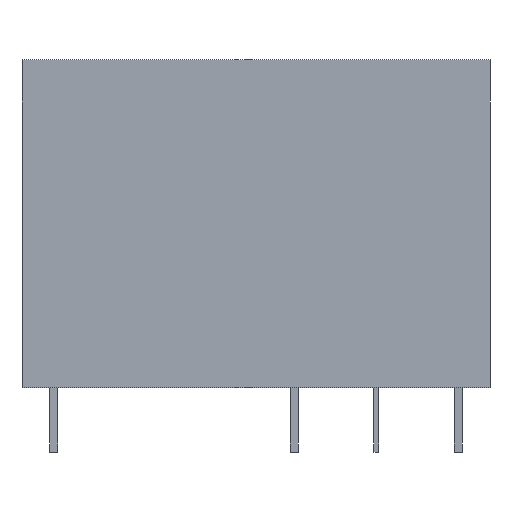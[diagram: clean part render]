
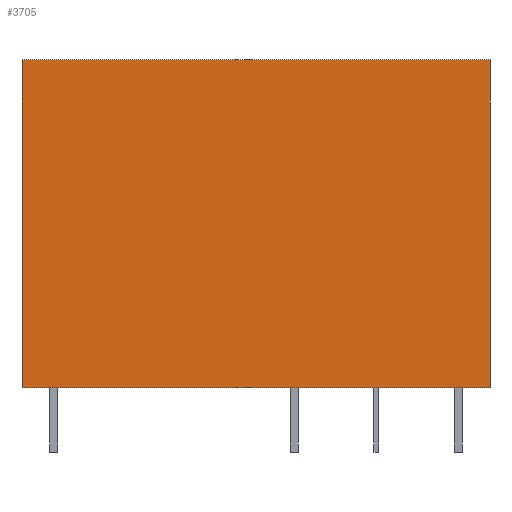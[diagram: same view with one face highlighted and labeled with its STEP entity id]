
A CAD part, front view. The second image highlights one B-rep face of the part: STEP entity #3705.
In plain terms, the highlighted planar face has unit normal (0, -1, 0).
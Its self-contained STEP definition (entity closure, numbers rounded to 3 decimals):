
#57 = VECTOR ( 'NONE', #12494, 1000. ) ;
#134 = DIRECTION ( 'NONE',  ( 0., 1., 0. ) ) ;
#999 = CARTESIAN_POINT ( 'NONE',  ( 14.5, -6.35, 20.3 ) ) ;
#1044 = PLANE ( 'NONE',  #14060 ) ;
#1301 = VERTEX_POINT ( 'NONE', #10049 ) ;
#1735 = LINE ( 'NONE', #10842, #7185 ) ;
#1830 = CARTESIAN_POINT ( 'NONE',  ( -14.5, -6.35, 20.3 ) ) ;
#2003 = FACE_OUTER_BOUND ( 'NONE', #9238, .T. ) ;
#2295 = EDGE_CURVE ( 'NONE', #1301, #6886, #13255, .T. ) ;
#2503 = EDGE_CURVE ( 'NONE', #12949, #7527, #2637, .T. ) ;
#2637 = LINE ( 'NONE', #8198, #9953 ) ;
#3224 = CARTESIAN_POINT ( 'NONE',  ( 14.5, -6.35, 20.3 ) ) ;
#3382 = LINE ( 'NONE', #999, #57 ) ;
#3705 = ADVANCED_FACE ( 'NONE', ( #2003 ), #1044, .F. ) ;
#3721 = CARTESIAN_POINT ( 'NONE',  ( 14.5, -6.35, 20.3 ) ) ;
#3828 = DIRECTION ( 'NONE',  ( 0., 0., -1. ) ) ;
#4543 = ORIENTED_EDGE ( 'NONE', *, *, #2503, .F. ) ;
#6065 = DIRECTION ( 'NONE',  ( 1., 0., 0. ) ) ;
#6491 = ORIENTED_EDGE ( 'NONE', *, *, #6696, .F. ) ;
#6696 = EDGE_CURVE ( 'NONE', #1301, #12949, #3382, .T. ) ;
#6886 = VERTEX_POINT ( 'NONE', #10231 ) ;
#7100 = VECTOR ( 'NONE', #9874, 1000. ) ;
#7185 = VECTOR ( 'NONE', #6065, 1000. ) ;
#7527 = VERTEX_POINT ( 'NONE', #13077 ) ;
#8029 = EDGE_CURVE ( 'NONE', #6886, #7527, #1735, .T. ) ;
#8115 = ORIENTED_EDGE ( 'NONE', *, *, #8029, .T. ) ;
#8198 = CARTESIAN_POINT ( 'NONE',  ( 14.5, -6.35, 20.3 ) ) ;
#9214 = DIRECTION ( 'NONE',  ( -1., 0., 0. ) ) ;
#9238 = EDGE_LOOP ( 'NONE', ( #8115, #4543, #6491, #14018 ) ) ;
#9874 = DIRECTION ( 'NONE',  ( 0., 0., -1. ) ) ;
#9953 = VECTOR ( 'NONE', #3828, 1000. ) ;
#10049 = CARTESIAN_POINT ( 'NONE',  ( -14.5, -6.35, 20.3 ) ) ;
#10231 = CARTESIAN_POINT ( 'NONE',  ( -14.5, -6.35, 0. ) ) ;
#10842 = CARTESIAN_POINT ( 'NONE',  ( 14.5, -6.35, 0. ) ) ;
#12494 = DIRECTION ( 'NONE',  ( 1., 0., 0. ) ) ;
#12949 = VERTEX_POINT ( 'NONE', #3224 ) ;
#13077 = CARTESIAN_POINT ( 'NONE',  ( 14.5, -6.35, 0. ) ) ;
#13255 = LINE ( 'NONE', #1830, #7100 ) ;
#14018 = ORIENTED_EDGE ( 'NONE', *, *, #2295, .T. ) ;
#14060 = AXIS2_PLACEMENT_3D ( 'NONE', #3721, #134, #9214 ) ;
